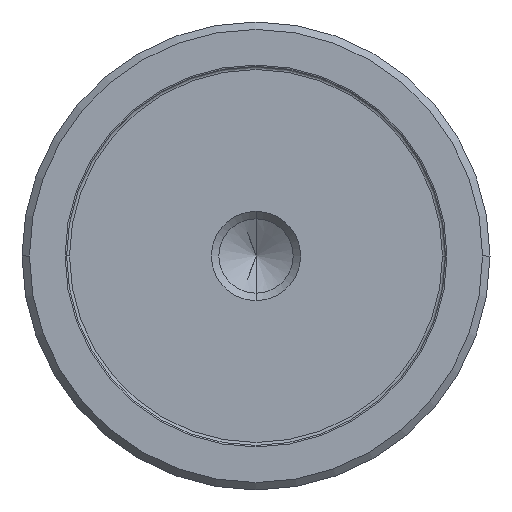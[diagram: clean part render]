
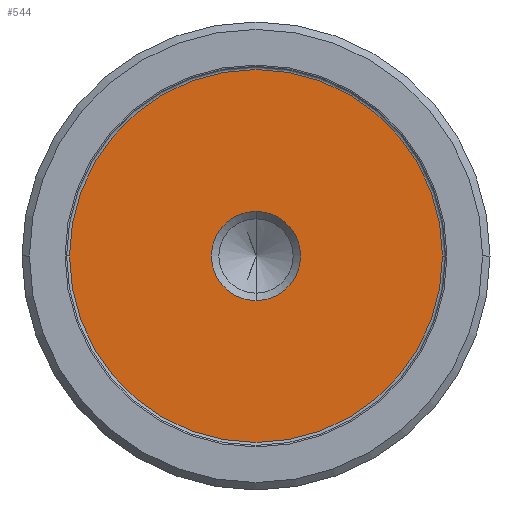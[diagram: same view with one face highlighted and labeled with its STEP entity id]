
A CAD part, front view. The second image highlights one B-rep face of the part: STEP entity #544.
In plain terms, the highlighted planar face has unit normal (0, -1, 0).
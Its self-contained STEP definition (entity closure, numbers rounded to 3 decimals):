
#243 = FACE_BOUND ( 'NONE', #2971, .T. ) ;
#254 = CARTESIAN_POINT ( 'NONE',  ( 0., 0.5, 0. ) ) ;
#266 = DIRECTION ( 'NONE',  ( 1., 0., 0. ) ) ;
#327 = VERTEX_POINT ( 'NONE', #3732 ) ;
#334 = DIRECTION ( 'NONE',  ( 1., 0., 0. ) ) ;
#379 = CARTESIAN_POINT ( 'NONE',  ( -12.55, 0.5, 0. ) ) ;
#421 = AXIS2_PLACEMENT_3D ( 'NONE', #3440, #1854, #266 ) ;
#492 = CARTESIAN_POINT ( 'NONE',  ( 0., 0.5, 0. ) ) ;
#536 = DIRECTION ( 'NONE',  ( 0., -1., 0. ) ) ;
#544 = ADVANCED_FACE ( 'NONE', ( #243, #811 ), #3388, .T. ) ;
#754 = EDGE_CURVE ( 'NONE', #327, #2191, #2796, .T. ) ;
#776 = DIRECTION ( 'NONE',  ( 1., 0., 0. ) ) ;
#811 = FACE_OUTER_BOUND ( 'NONE', #2468, .T. ) ;
#1043 = AXIS2_PLACEMENT_3D ( 'NONE', #3889, #3214, #334 ) ;
#1053 = ORIENTED_EDGE ( 'NONE', *, *, #1340, .T. ) ;
#1340 = EDGE_CURVE ( 'NONE', #1448, #3439, #1379, .T. ) ;
#1341 = ORIENTED_EDGE ( 'NONE', *, *, #2713, .T. ) ;
#1367 = CIRCLE ( 'NONE', #421, 12.55 ) ;
#1379 = CIRCLE ( 'NONE', #3330, 3. ) ;
#1388 = ORIENTED_EDGE ( 'NONE', *, *, #1472, .T. ) ;
#1448 = VERTEX_POINT ( 'NONE', #3393 ) ;
#1472 = EDGE_CURVE ( 'NONE', #2191, #327, #1367, .T. ) ;
#1744 = CARTESIAN_POINT ( 'NONE',  ( 0., 0.5, 0. ) ) ;
#1826 = DIRECTION ( 'NONE',  ( 1., 0., 0. ) ) ;
#1854 = DIRECTION ( 'NONE',  ( 0., -1., 0. ) ) ;
#2191 = VERTEX_POINT ( 'NONE', #379 ) ;
#2468 = EDGE_LOOP ( 'NONE', ( #3243, #1388 ) ) ;
#2713 = EDGE_CURVE ( 'NONE', #3439, #1448, #4140, .T. ) ;
#2796 = CIRCLE ( 'NONE', #1043, 12.55 ) ;
#2971 = EDGE_LOOP ( 'NONE', ( #1053, #1341 ) ) ;
#3017 = DIRECTION ( 'NONE',  ( 0., 1., 0. ) ) ;
#3129 = DIRECTION ( 'NONE',  ( 1., 0., 0. ) ) ;
#3171 = DIRECTION ( 'NONE',  ( 0., 1., 0. ) ) ;
#3214 = DIRECTION ( 'NONE',  ( 0., -1., 0. ) ) ;
#3243 = ORIENTED_EDGE ( 'NONE', *, *, #754, .T. ) ;
#3330 = AXIS2_PLACEMENT_3D ( 'NONE', #1744, #3017, #776 ) ;
#3388 = PLANE ( 'NONE',  #3880 ) ;
#3393 = CARTESIAN_POINT ( 'NONE',  ( 0., 0.5, -3. ) ) ;
#3439 = VERTEX_POINT ( 'NONE', #3692 ) ;
#3440 = CARTESIAN_POINT ( 'NONE',  ( 0., 0.5, 0. ) ) ;
#3692 = CARTESIAN_POINT ( 'NONE',  ( 0., 0.5, 3. ) ) ;
#3732 = CARTESIAN_POINT ( 'NONE',  ( 12.55, 0.5, 0. ) ) ;
#3807 = AXIS2_PLACEMENT_3D ( 'NONE', #254, #3171, #3129 ) ;
#3880 = AXIS2_PLACEMENT_3D ( 'NONE', #492, #536, #1826 ) ;
#3889 = CARTESIAN_POINT ( 'NONE',  ( 0., 0.5, 0. ) ) ;
#4140 = CIRCLE ( 'NONE', #3807, 3. ) ;
